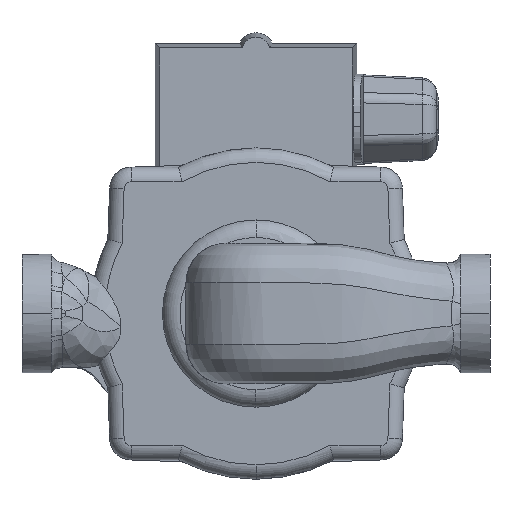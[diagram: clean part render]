
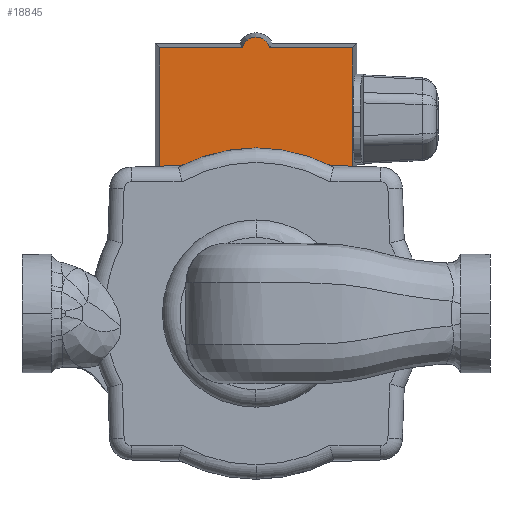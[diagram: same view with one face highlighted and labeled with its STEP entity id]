
A CAD part, left-side view. The second image highlights one B-rep face of the part: STEP entity #18845.
In plain terms, the highlighted planar face has unit normal (-1, 0, 0).
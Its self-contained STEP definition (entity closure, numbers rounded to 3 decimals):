
#4688 = EDGE_CURVE ( 'NONE', #19469, #4701, #9920, .T. ) ;
#4697 = ORIENTED_EDGE ( 'NONE', *, *, #4688, .F. ) ;
#4701 = VERTEX_POINT ( 'NONE', #9947 ) ;
#4704 = ORIENTED_EDGE ( 'NONE', *, *, #4714, .F. ) ;
#4710 = VERTEX_POINT ( 'NONE', #9939 ) ;
#4714 = EDGE_CURVE ( 'NONE', #4701, #4710, #9997, .T. ) ;
#4970 = EDGE_CURVE ( 'NONE', #20036, #19976, #10203, .T. ) ;
#9917 = DIRECTION ( 'NONE',  ( 0., 0., 1. ) ) ;
#9918 = VECTOR ( 'NONE', #9917, 1000. ) ;
#9919 = CARTESIAN_POINT ( 'NONE',  ( 61.4, 26.789, 75. ) ) ;
#9920 = LINE ( 'NONE', #9919, #9918 ) ;
#9939 = CARTESIAN_POINT ( 'NONE',  ( 61.4, 3.706, 73.789 ) ) ;
#9947 = CARTESIAN_POINT ( 'NONE',  ( 61.4, 26.789, 73.789 ) ) ;
#9994 = DIRECTION ( 'NONE',  ( 0., -1., 0. ) ) ;
#9995 = VECTOR ( 'NONE', #9994, 1000. ) ;
#9996 = CARTESIAN_POINT ( 'NONE',  ( 61.4, -28., 73.789 ) ) ;
#9997 = LINE ( 'NONE', #9996, #9995 ) ;
#10199 = DIRECTION ( 'NONE',  ( 0., 0., -1. ) ) ;
#10200 = DIRECTION ( 'NONE',  ( 1., 0., 0. ) ) ;
#10201 = CARTESIAN_POINT ( 'NONE',  ( 61.4, 0., 0. ) ) ;
#10202 = AXIS2_PLACEMENT_3D ( 'NONE', #10201, #10200, #10199 ) ;
#10203 = CIRCLE ( 'NONE', #10202, 41.893 ) ;
#11005 = EDGE_CURVE ( 'NONE', #19935, #19971, #12298, .T. ) ;
#12295 = DIRECTION ( 'NONE',  ( 0., -1., 0. ) ) ;
#12296 = VECTOR ( 'NONE', #12295, 1000. ) ;
#12297 = CARTESIAN_POINT ( 'NONE',  ( 61.4, -28., 73.789 ) ) ;
#12298 = LINE ( 'NONE', #12297, #12296 ) ;
#13064 = DIRECTION ( 'NONE',  ( 0., 0., -1. ) ) ;
#13065 = DIRECTION ( 'NONE',  ( 1., 0., 0. ) ) ;
#13066 = AXIS2_PLACEMENT_3D ( 'NONE', #13067, #13065, #13064 ) ;
#13067 = CARTESIAN_POINT ( 'NONE',  ( 61.4, -28., 75. ) ) ;
#13068 = PLANE ( 'NONE',  #13066 ) ;
#13073 = FACE_OUTER_BOUND ( 'NONE', #18837, .T. ) ;
#13153 = DIRECTION ( 'NONE',  ( 0., 0., -1. ) ) ;
#13154 = DIRECTION ( 'NONE',  ( -1., 0., 0. ) ) ;
#13155 = CARTESIAN_POINT ( 'NONE',  ( 61.4, 0., 73. ) ) ;
#13156 = AXIS2_PLACEMENT_3D ( 'NONE', #13155, #13154, #13153 ) ;
#13157 = CIRCLE ( 'NONE', #13156, 3.789 ) ;
#14442 = CARTESIAN_POINT ( 'NONE',  ( 61.4, 26.789, 32.208 ) ) ;
#14576 = DIRECTION ( 'NONE',  ( 0., 0., -1. ) ) ;
#14577 = DIRECTION ( 'NONE',  ( 1., 0., 0. ) ) ;
#14578 = CARTESIAN_POINT ( 'NONE',  ( 61.4, 0., 0. ) ) ;
#14579 = AXIS2_PLACEMENT_3D ( 'NONE', #14578, #14577, #14576 ) ;
#14580 = CIRCLE ( 'NONE', #14579, 41.893 ) ;
#14749 = CARTESIAN_POINT ( 'NONE',  ( 61.4, -3.706, 73.789 ) ) ;
#14786 = CARTESIAN_POINT ( 'NONE',  ( 61.4, -26.789, 32.208 ) ) ;
#14795 = CARTESIAN_POINT ( 'NONE',  ( 61.4, -26.789, 73.789 ) ) ;
#14808 = DIRECTION ( 'NONE',  ( 0., 0., -1. ) ) ;
#14809 = VECTOR ( 'NONE', #14808, 1000. ) ;
#14810 = CARTESIAN_POINT ( 'NONE',  ( 61.4, -26.789, 75. ) ) ;
#14811 = LINE ( 'NONE', #14810, #14809 ) ;
#14902 = CARTESIAN_POINT ( 'NONE',  ( 61.4, 0., 41.893 ) ) ;
#18324 = ORIENTED_EDGE ( 'NONE', *, *, #19470, .T. ) ;
#18327 = ORIENTED_EDGE ( 'NONE', *, *, #19969, .F. ) ;
#18331 = ORIENTED_EDGE ( 'NONE', *, *, #4970, .T. ) ;
#18837 = EDGE_LOOP ( 'NONE', ( #18838, #18846, #4704, #4697, #18324, #18331, #18327 ) ) ;
#18838 = ORIENTED_EDGE ( 'NONE', *, *, #11005, .F. ) ;
#18845 = ADVANCED_FACE ( 'NONE', ( #13073 ), #13068, .F. ) ;
#18846 = ORIENTED_EDGE ( 'NONE', *, *, #18852, .T. ) ;
#18852 = EDGE_CURVE ( 'NONE', #19935, #4710, #13157, .T. ) ;
#19469 = VERTEX_POINT ( 'NONE', #14442 ) ;
#19470 = EDGE_CURVE ( 'NONE', #19469, #20036, #14580, .T. ) ;
#19935 = VERTEX_POINT ( 'NONE', #14749 ) ;
#19969 = EDGE_CURVE ( 'NONE', #19971, #19976, #14811, .T. ) ;
#19971 = VERTEX_POINT ( 'NONE', #14795 ) ;
#19976 = VERTEX_POINT ( 'NONE', #14786 ) ;
#20036 = VERTEX_POINT ( 'NONE', #14902 ) ;
